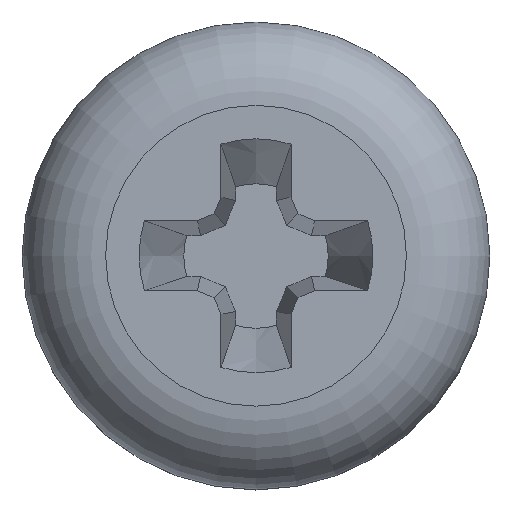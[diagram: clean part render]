
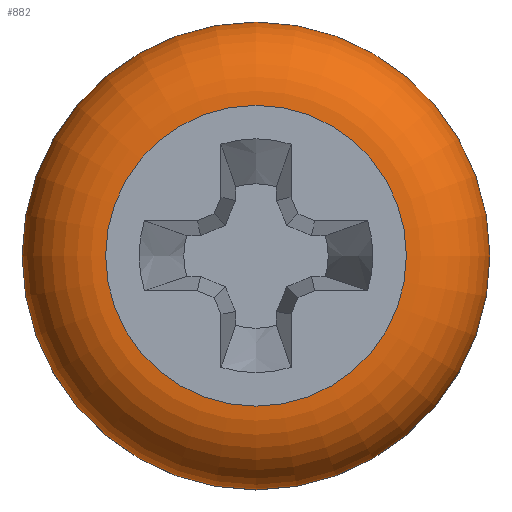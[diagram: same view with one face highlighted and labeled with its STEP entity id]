
A CAD part, top view. The second image highlights one B-rep face of the part: STEP entity #882.
In plain terms, the highlighted toroidal (fillet/blend) face has major radius 1.607 mm and minor radius 0.892 mm.
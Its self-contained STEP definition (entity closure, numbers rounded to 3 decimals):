
#42=TOROIDAL_SURFACE('',#957,1.608,0.893);
#68=FACE_OUTER_BOUND('',#116,.T.);
#116=EDGE_LOOP('',(#656,#657,#658,#659,#660,#661,#662));
#153=CIRCLE('',#958,2.5);
#154=CIRCLE('',#959,2.5);
#155=CIRCLE('',#960,0.893);
#156=CIRCLE('',#961,1.608);
#157=CIRCLE('',#962,1.608);
#158=CIRCLE('',#963,2.5);
#390=VERTEX_POINT('',#4400);
#391=VERTEX_POINT('',#4401);
#392=VERTEX_POINT('',#4403);
#393=VERTEX_POINT('',#4405);
#394=VERTEX_POINT('',#4407);
#501=EDGE_CURVE('',#390,#391,#153,.T.);
#502=EDGE_CURVE('',#392,#390,#154,.T.);
#503=EDGE_CURVE('',#392,#393,#155,.T.);
#504=EDGE_CURVE('',#393,#394,#156,.T.);
#505=EDGE_CURVE('',#394,#393,#157,.T.);
#506=EDGE_CURVE('',#391,#392,#158,.T.);
#656=ORIENTED_EDGE('',*,*,#501,.F.);
#657=ORIENTED_EDGE('',*,*,#502,.F.);
#658=ORIENTED_EDGE('',*,*,#503,.T.);
#659=ORIENTED_EDGE('',*,*,#504,.T.);
#660=ORIENTED_EDGE('',*,*,#505,.T.);
#661=ORIENTED_EDGE('',*,*,#503,.F.);
#662=ORIENTED_EDGE('',*,*,#506,.F.);
#882=ADVANCED_FACE('',(#68),#42,.T.);
#957=AXIS2_PLACEMENT_3D('',#4399,#1070,#1071);
#958=AXIS2_PLACEMENT_3D('',#4402,#1072,#1073);
#959=AXIS2_PLACEMENT_3D('',#4404,#1074,#1075);
#960=AXIS2_PLACEMENT_3D('',#4406,#1076,#1077);
#961=AXIS2_PLACEMENT_3D('',#4408,#1078,#1079);
#962=AXIS2_PLACEMENT_3D('',#4409,#1080,#1081);
#963=AXIS2_PLACEMENT_3D('',#4410,#1082,#1083);
#1070=DIRECTION('center_axis',(0.,0.,-1.));
#1071=DIRECTION('ref_axis',(0.,1.,0.));
#1072=DIRECTION('center_axis',(0.,0.,-1.));
#1073=DIRECTION('ref_axis',(0.,1.,0.));
#1074=DIRECTION('center_axis',(0.,0.,-1.));
#1075=DIRECTION('ref_axis',(0.,1.,0.));
#1076=DIRECTION('center_axis',(-1.,0.,0.));
#1077=DIRECTION('ref_axis',(0.,-1.,0.));
#1078=DIRECTION('center_axis',(0.,0.,-1.));
#1079=DIRECTION('ref_axis',(0.,1.,0.));
#1080=DIRECTION('center_axis',(0.,0.,-1.));
#1081=DIRECTION('ref_axis',(0.,1.,0.));
#1082=DIRECTION('center_axis',(0.,0.,-1.));
#1083=DIRECTION('ref_axis',(0.,1.,0.));
#4399=CARTESIAN_POINT('Origin',(0.,0.,1.208));
#4400=CARTESIAN_POINT('',(-2.5,0.,1.208));
#4401=CARTESIAN_POINT('',(2.5,0.,1.208));
#4402=CARTESIAN_POINT('Origin',(0.,0.,1.208));
#4403=CARTESIAN_POINT('',(0.,-2.5,1.208));
#4404=CARTESIAN_POINT('Origin',(0.,0.,1.208));
#4405=CARTESIAN_POINT('',(0.,-1.608,2.1));
#4406=CARTESIAN_POINT('Origin',(0.,-1.608,1.208));
#4407=CARTESIAN_POINT('',(0.,1.608,2.1));
#4408=CARTESIAN_POINT('Origin',(0.,0.,2.1));
#4409=CARTESIAN_POINT('Origin',(0.,0.,2.1));
#4410=CARTESIAN_POINT('Origin',(0.,0.,1.208));
